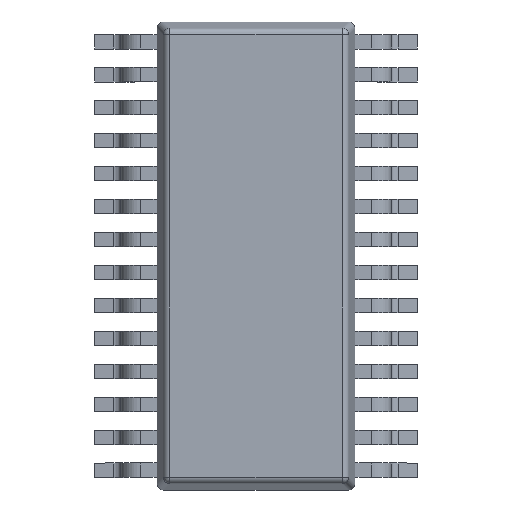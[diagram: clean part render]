
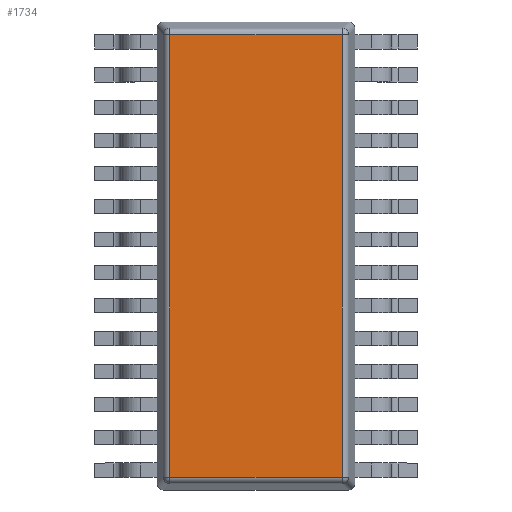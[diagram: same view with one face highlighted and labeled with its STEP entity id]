
A CAD part, top view. The second image highlights one B-rep face of the part: STEP entity #1734.
In plain terms, the highlighted face is planar.
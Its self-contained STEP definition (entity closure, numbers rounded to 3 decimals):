
#705=DIRECTION('',(0.,0.,1.));
#706=VECTOR('',#705,6.715);
#707=CARTESIAN_POINT('',(-1.307,0.525,-3.357));
#708=LINE('',#707,#706);
#712=DIRECTION('',(-1.,0.,0.));
#713=VECTOR('',#712,2.615);
#714=CARTESIAN_POINT('',(1.307,0.525,-3.357));
#715=LINE('',#714,#713);
#719=DIRECTION('',(0.,0.,-1.));
#720=VECTOR('',#719,6.715);
#721=CARTESIAN_POINT('',(1.307,0.525,3.357));
#722=LINE('',#721,#720);
#726=DIRECTION('',(1.,0.,0.));
#727=VECTOR('',#726,2.615);
#728=CARTESIAN_POINT('',(-1.307,0.525,3.357));
#729=LINE('',#728,#727);
#1046=CARTESIAN_POINT('',(-1.307,0.525,-3.357));
#1047=CARTESIAN_POINT('',(-1.307,0.525,3.357));
#1048=VERTEX_POINT('',#1046);
#1049=VERTEX_POINT('',#1047);
#1054=CARTESIAN_POINT('',(1.307,0.525,3.357));
#1055=CARTESIAN_POINT('',(1.307,0.525,-3.357));
#1056=VERTEX_POINT('',#1054);
#1057=VERTEX_POINT('',#1055);
#1723=CARTESIAN_POINT('',(0.,0.525,0.));
#1724=DIRECTION('',(0.,1.,0.));
#1725=DIRECTION('',(1.,0.,0.));
#1726=AXIS2_PLACEMENT_3D('',#1723,#1724,#1725);
#1727=PLANE('',#1726);
#1728=ORIENTED_EDGE('',*,*,#1647,.F.);
#1729=ORIENTED_EDGE('',*,*,#1714,.F.);
#1730=ORIENTED_EDGE('',*,*,#1556,.F.);
#1731=ORIENTED_EDGE('',*,*,#1585,.F.);
#1732=EDGE_LOOP('',(#1728,#1729,#1730,#1731));
#1733=FACE_OUTER_BOUND('',#1732,.F.);
#1556=EDGE_CURVE('',#1056,#1057,#722,.T.);
#1585=EDGE_CURVE('',#1049,#1056,#729,.T.);
#1647=EDGE_CURVE('',#1048,#1049,#708,.T.);
#1714=EDGE_CURVE('',#1057,#1048,#715,.T.);
#1734=ADVANCED_FACE('',(#1733),#1727,.T.);
